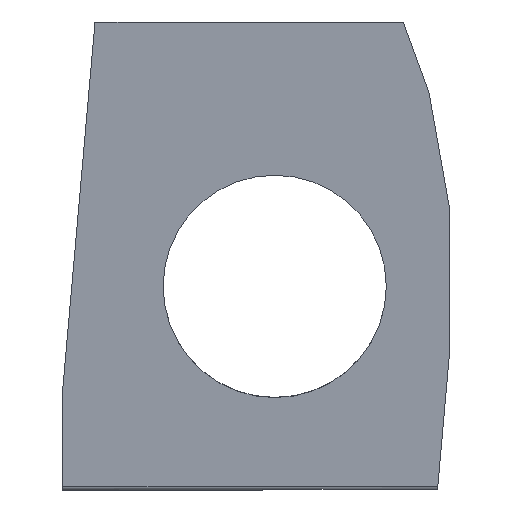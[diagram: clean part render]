
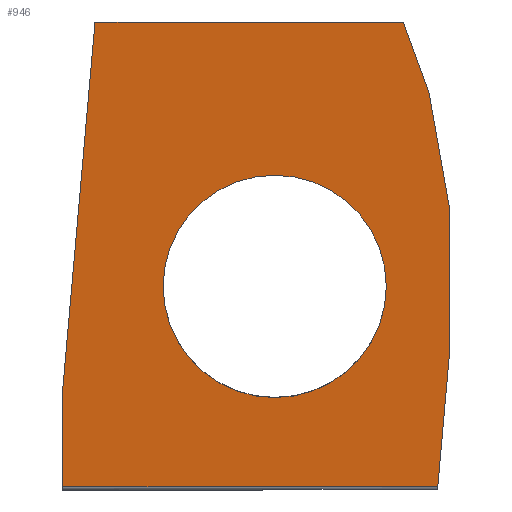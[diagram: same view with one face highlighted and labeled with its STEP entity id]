
A CAD part, left-side view. The second image highlights one B-rep face of the part: STEP entity #946.
In plain terms, the highlighted planar face has unit normal (-0.996, 0, -0.087).
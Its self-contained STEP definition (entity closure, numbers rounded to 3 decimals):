
#40 = CIRCLE ( 'NONE', #234, 67. ) ;
#55 = ORIENTED_EDGE ( 'NONE', *, *, #191, .F. ) ;
#59 = VERTEX_POINT ( 'NONE', #122 ) ;
#110 = EDGE_CURVE ( 'NONE', #861, #559, #1207, .T. ) ;
#115 = CARTESIAN_POINT ( 'NONE',  ( -128.319, -171.972, 168.493 ) ) ;
#122 = CARTESIAN_POINT ( 'NONE',  ( -113.625, -165.096, 0.542 ) ) ;
#140 = CARTESIAN_POINT ( 'NONE',  ( -134.327, -159.817, 237.167 ) ) ;
#156 = EDGE_LOOP ( 'NONE', ( #678, #523 ) ) ;
#173 = EDGE_CURVE ( 'NONE', #1139, #860, #482, .T. ) ;
#178 = CARTESIAN_POINT ( 'NONE',  ( -118.759, 60., 59.215 ) ) ;
#180 = CARTESIAN_POINT ( 'NONE',  ( -113.625, 60., 0.542 ) ) ;
#183 = DIRECTION ( 'NONE',  ( -0.087, -0.087, 0.992 ) ) ;
#191 = EDGE_CURVE ( 'NONE', #860, #861, #468, .T. ) ;
#210 = ORIENTED_EDGE ( 'NONE', *, *, #110, .F. ) ;
#213 = DIRECTION ( 'NONE',  ( -0.087, 0., 0.996 ) ) ;
#234 = AXIS2_PLACEMENT_3D ( 'NONE', #999, #594, #1101 ) ;
#248 = CARTESIAN_POINT ( 'NONE',  ( -138.013, -144.426, 279.292 ) ) ;
#273 = PLANE ( 'NONE',  #1313 ) ;
#323 = VECTOR ( 'NONE', #183, 1000. ) ;
#328 = CARTESIAN_POINT ( 'NONE',  ( -93.919, 60., -224.701 ) ) ;
#331 = DIRECTION ( 'NONE',  ( 0.996, 0., 0.087 ) ) ;
#336 = DIRECTION ( 'NONE',  ( 0.086, -0.174, -0.981 ) ) ;
#353 = LINE ( 'NONE', #178, #323 ) ;
#363 = CARTESIAN_POINT ( 'NONE',  ( -103.724, 0., -112.629 ) ) ;
#381 = EDGE_LOOP ( 'NONE', ( #1325, #719, #908, #403, #210, #55, #837, #730 ) ) ;
#403 = ORIENTED_EDGE ( 'NONE', *, *, #497, .F. ) ;
#429 = VERTEX_POINT ( 'NONE', #1306 ) ;
#437 = CARTESIAN_POINT ( 'NONE',  ( -128.319, -171.972, 168.493 ) ) ;
#444 = EDGE_CURVE ( 'NONE', #1297, #1139, #353, .T. ) ;
#446 = EDGE_CURVE ( 'NONE', #429, #1116, #40, .T. ) ;
#468 = LINE ( 'NONE', #140, #824 ) ;
#482 = LINE ( 'NONE', #248, #1253 ) ;
#497 = EDGE_CURVE ( 'NONE', #559, #620, #958, .T. ) ;
#507 = EDGE_CURVE ( 'NONE', #620, #59, #923, .T. ) ;
#523 = ORIENTED_EDGE ( 'NONE', *, *, #574, .T. ) ;
#559 = VERTEX_POINT ( 'NONE', #437 ) ;
#574 = EDGE_CURVE ( 'NONE', #1116, #429, #799, .T. ) ;
#583 = VECTOR ( 'NONE', #213, 1000. ) ;
#594 = DIRECTION ( 'NONE',  ( 0.996, 0., 0.087 ) ) ;
#620 = VERTEX_POINT ( 'NONE', #1236 ) ;
#626 = DIRECTION ( 'NONE',  ( 0.087, 0.087, -0.992 ) ) ;
#630 = DIRECTION ( 'NONE',  ( 0.087, 0., -0.996 ) ) ;
#632 = EDGE_CURVE ( 'NONE', #1019, #1297, #1303, .T. ) ;
#678 = ORIENTED_EDGE ( 'NONE', *, *, #446, .T. ) ;
#679 = VECTOR ( 'NONE', #686, 1000. ) ;
#686 = DIRECTION ( 'NONE',  ( 0., -1., 0. ) ) ;
#687 = DIRECTION ( 'NONE',  ( 0.087, 0., -0.996 ) ) ;
#697 = CARTESIAN_POINT ( 'NONE',  ( -118.759, 60., 59.215 ) ) ;
#719 = ORIENTED_EDGE ( 'NONE', *, *, #1200, .T. ) ;
#730 = ORIENTED_EDGE ( 'NONE', *, *, #444, .F. ) ;
#738 = VECTOR ( 'NONE', #626, 1000. ) ;
#743 = FACE_BOUND ( 'NONE', #156, .T. ) ;
#765 = CARTESIAN_POINT ( 'NONE',  ( -134.327, -159.817, 237.167 ) ) ;
#768 = DIRECTION ( 'NONE',  ( 0.082, -0.342, -0.936 ) ) ;
#799 = CIRCLE ( 'NONE', #864, 67. ) ;
#816 = CARTESIAN_POINT ( 'NONE',  ( -129.978, -67.21, 187.454 ) ) ;
#824 = VECTOR ( 'NONE', #768, 1000. ) ;
#837 = ORIENTED_EDGE ( 'NONE', *, *, #173, .F. ) ;
#860 = VERTEX_POINT ( 'NONE', #1058 ) ;
#861 = VERTEX_POINT ( 'NONE', #765 ) ;
#864 = AXIS2_PLACEMENT_3D ( 'NONE', #1252, #331, #630 ) ;
#881 = LINE ( 'NONE', #1070, #679 ) ;
#908 = ORIENTED_EDGE ( 'NONE', *, *, #507, .F. ) ;
#923 = LINE ( 'NONE', #1018, #738 ) ;
#946 = ADVANCED_FACE ( 'NONE', ( #743, #1148 ), #273, .F. ) ;
#958 = LINE ( 'NONE', #1238, #1317 ) ;
#984 = DIRECTION ( 'NONE',  ( 0.996, 0., 0.087 ) ) ;
#999 = CARTESIAN_POINT ( 'NONE',  ( -124.139, -67.21, 120.709 ) ) ;
#1018 = CARTESIAN_POINT ( 'NONE',  ( -113.529, -165., -0.557 ) ) ;
#1019 = VERTEX_POINT ( 'NONE', #180 ) ;
#1058 = CARTESIAN_POINT ( 'NONE',  ( -138.013, -144.426, 279.292 ) ) ;
#1070 = CARTESIAN_POINT ( 'NONE',  ( -113.625, 0., 0.542 ) ) ;
#1101 = DIRECTION ( 'NONE',  ( 0.087, 0., -0.996 ) ) ;
#1116 = VERTEX_POINT ( 'NONE', #816 ) ;
#1136 = DIRECTION ( 'NONE',  ( 0.087, 0., -0.996 ) ) ;
#1139 = VERTEX_POINT ( 'NONE', #1221 ) ;
#1148 = FACE_OUTER_BOUND ( 'NONE', #381, .T. ) ;
#1200 = EDGE_CURVE ( 'NONE', #1019, #59, #881, .T. ) ;
#1207 = LINE ( 'NONE', #115, #1235 ) ;
#1221 = CARTESIAN_POINT ( 'NONE',  ( -138.013, 40.672, 279.292 ) ) ;
#1235 = VECTOR ( 'NONE', #336, 1000. ) ;
#1236 = CARTESIAN_POINT ( 'NONE',  ( -120.475, -171.972, 78.835 ) ) ;
#1238 = CARTESIAN_POINT ( 'NONE',  ( -120.475, -171.972, 78.835 ) ) ;
#1252 = CARTESIAN_POINT ( 'NONE',  ( -124.139, -67.21, 120.709 ) ) ;
#1253 = VECTOR ( 'NONE', #1259, 1000. ) ;
#1259 = DIRECTION ( 'NONE',  ( 0., -1., 0. ) ) ;
#1297 = VERTEX_POINT ( 'NONE', #697 ) ;
#1303 = LINE ( 'NONE', #328, #583 ) ;
#1306 = CARTESIAN_POINT ( 'NONE',  ( -118.299, -67.21, 53.964 ) ) ;
#1313 = AXIS2_PLACEMENT_3D ( 'NONE', #363, #984, #687 ) ;
#1317 = VECTOR ( 'NONE', #1136, 1000. ) ;
#1325 = ORIENTED_EDGE ( 'NONE', *, *, #632, .F. ) ;
